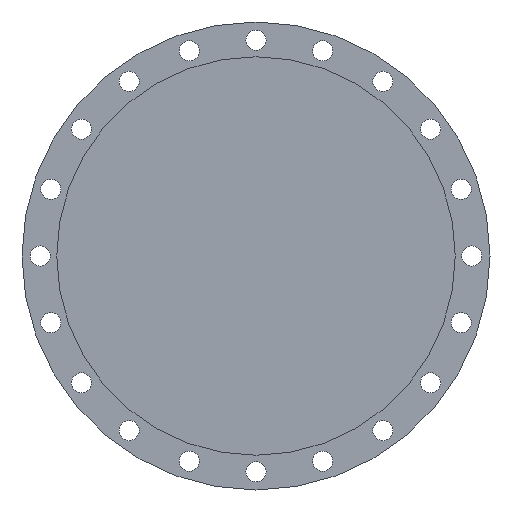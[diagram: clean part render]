
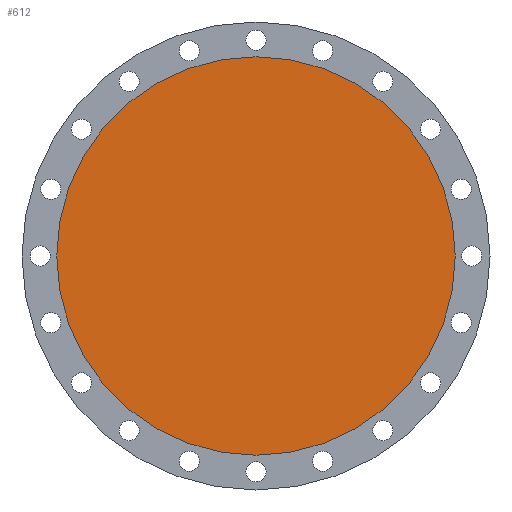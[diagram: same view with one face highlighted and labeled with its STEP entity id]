
A CAD part, left-side view. The second image highlights one B-rep face of the part: STEP entity #612.
In plain terms, the highlighted planar face has unit normal (-1, 0, 0).
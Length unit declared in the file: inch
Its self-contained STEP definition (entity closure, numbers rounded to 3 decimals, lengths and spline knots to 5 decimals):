
#63 = CARTESIAN_POINT ( 'NONE',  ( 0., 0., 13.625 ) ) ;
#262 = FACE_OUTER_BOUND ( 'NONE', #603, .T. ) ;
#291 = ORIENTED_EDGE ( 'NONE', *, *, #889, .T. ) ;
#399 = CARTESIAN_POINT ( 'NONE',  ( 0., 0., 0. ) ) ;
#441 = DIRECTION ( 'NONE',  ( -1., 0., 0. ) ) ;
#603 = EDGE_LOOP ( 'NONE', ( #291, #821 ) ) ;
#612 = ADVANCED_FACE ( 'NONE', ( #262 ), #651, .T. ) ;
#642 = CARTESIAN_POINT ( 'NONE',  ( 0., 0., 0. ) ) ;
#651 = PLANE ( 'NONE',  #1496 ) ;
#680 = CIRCLE ( 'NONE', #1596, 13.625 ) ;
#731 = VERTEX_POINT ( 'NONE', #63 ) ;
#799 = DIRECTION ( 'NONE',  ( -1., 0., 0. ) ) ;
#821 = ORIENTED_EDGE ( 'NONE', *, *, #1256, .T. ) ;
#889 = EDGE_CURVE ( 'NONE', #731, #1062, #680, .T. ) ;
#904 = DIRECTION ( 'NONE',  ( 0., 0., 1. ) ) ;
#975 = AXIS2_PLACEMENT_3D ( 'NONE', #1381, #441, #1661 ) ;
#1033 = DIRECTION ( 'NONE',  ( -1., 0., 0. ) ) ;
#1062 = VERTEX_POINT ( 'NONE', #1617 ) ;
#1180 = DIRECTION ( 'NONE',  ( 0., 0., 1. ) ) ;
#1256 = EDGE_CURVE ( 'NONE', #1062, #731, #1651, .T. ) ;
#1381 = CARTESIAN_POINT ( 'NONE',  ( 0., 0., 0. ) ) ;
#1496 = AXIS2_PLACEMENT_3D ( 'NONE', #642, #799, #1180 ) ;
#1596 = AXIS2_PLACEMENT_3D ( 'NONE', #399, #1033, #904 ) ;
#1617 = CARTESIAN_POINT ( 'NONE',  ( 0., 0., -13.625 ) ) ;
#1651 = CIRCLE ( 'NONE', #975, 13.625 ) ;
#1661 = DIRECTION ( 'NONE',  ( 0., 0., 1. ) ) ;
